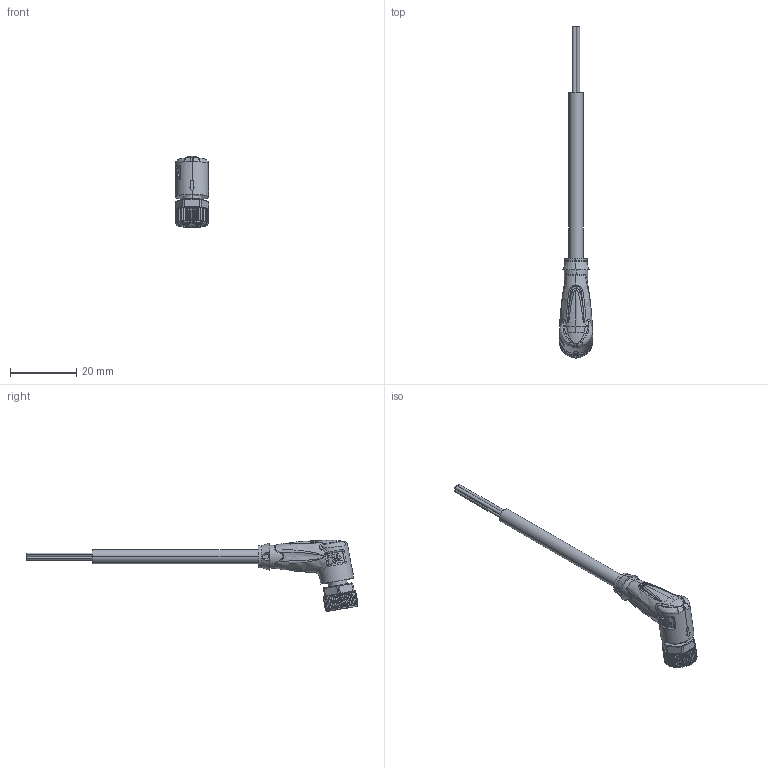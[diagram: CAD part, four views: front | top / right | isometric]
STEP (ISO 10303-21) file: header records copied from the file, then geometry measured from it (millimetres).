
FILE_DESCRIPTION(('STEP AP214'),'1');
FILE_NAME('cctmp_C5C7A529-67FA-4C21-A55E-A0C2CAFC6621_2021_09_13_15_08_51_0999..stp','2021-09-13T13:08:57',('KiM GmbH'),('CADClick - www.CADClick.com'),'Spatial InterOp 3D postprocessed',' ','unknown authorization');
FILE_SCHEMA(('AUTOMOTIVE_DESIGN'));
Length unit declared in the file: millimetre
Products named in the file (5): cc_unnamed; Connection2; Cable; Connection1_1; Connection1
Assembly tree (4 placements, depth 2):
  cc_unnamed
    Connection2
    Cable
    Connection1_1
    Connection1
Bounding box: 10 x 100.08 x 21.47 mm (x, y, z)
Volume: 3181.3 mm3; surface area: 3057.3 mm2
Topology: 9 solids, 11 shells, 952 faces, 2489 edges, 1554 vertices
Faces by surface type: plane 455, bspline 156, torus 141, cylinder 126, cone 74
Entity records: 114196 total; most frequent: CARTESIAN_POINT 85098, ORIENTED_EDGE 4926, DIRECTION 3992, EDGE_CURVE 2467, STYLED_ITEM 2038, PRESENTATION_STYLE_ASSIGNMENT 2038, VERTEX_POINT 1554, AXIS2_PLACEMENT_3D 1406
